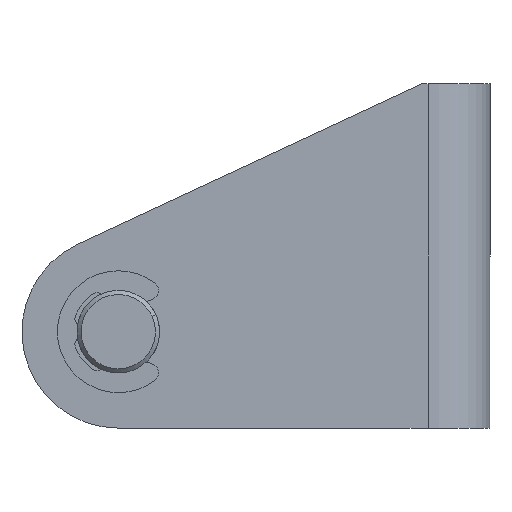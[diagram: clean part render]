
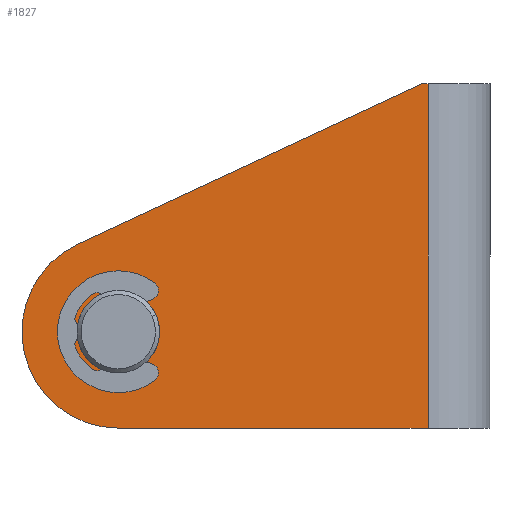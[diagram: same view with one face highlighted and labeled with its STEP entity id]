
A CAD part, left-side view. The second image highlights one B-rep face of the part: STEP entity #1827.
In plain terms, the highlighted planar face has unit normal (-1, 0, 0).
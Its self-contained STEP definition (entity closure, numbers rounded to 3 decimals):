
#11 = CARTESIAN_POINT ( 'NONE',  ( -9.05, 0., 0. ) ) ;
#55 = VERTEX_POINT ( 'NONE', #94 ) ;
#94 = CARTESIAN_POINT ( 'NONE',  ( -9.05, 4.962, 25. ) ) ;
#107 = EDGE_CURVE ( 'NONE', #323, #55, #494, .T. ) ;
#199 = CARTESIAN_POINT ( 'NONE',  ( -9.05, 4.5, 25. ) ) ;
#208 = CARTESIAN_POINT ( 'NONE',  ( -9.05, 27., 7. ) ) ;
#216 = LINE ( 'NONE', #11, #999 ) ;
#262 = VERTEX_POINT ( 'NONE', #567 ) ;
#268 = ORIENTED_EDGE ( 'NONE', *, *, #1027, .T. ) ;
#323 = VERTEX_POINT ( 'NONE', #2458 ) ;
#328 = CARTESIAN_POINT ( 'NONE',  ( -9.05, 0., 0. ) ) ;
#340 = DIRECTION ( 'NONE',  ( 0., 0., -1. ) ) ;
#443 = ORIENTED_EDGE ( 'NONE', *, *, #2362, .F. ) ;
#461 = VECTOR ( 'NONE', #2612, 1000. ) ;
#482 = CARTESIAN_POINT ( 'NONE',  ( -9.05, 27., 0. ) ) ;
#494 = LINE ( 'NONE', #2112, #1932 ) ;
#537 = VERTEX_POINT ( 'NONE', #482 ) ;
#543 = EDGE_CURVE ( 'NONE', #537, #2446, #977, .T. ) ;
#551 = FACE_BOUND ( 'NONE', #2622, .T. ) ;
#567 = CARTESIAN_POINT ( 'NONE',  ( -9.05, 27., 10. ) ) ;
#667 = DIRECTION ( 'NONE',  ( 0., 1., 0. ) ) ;
#725 = CARTESIAN_POINT ( 'NONE',  ( -9.05, 10.462, 22.436 ) ) ;
#732 = CARTESIAN_POINT ( 'NONE',  ( -9.05, 4.5, 0. ) ) ;
#853 = CIRCLE ( 'NONE', #1984, 3. ) ;
#924 = VERTEX_POINT ( 'NONE', #1389 ) ;
#977 = CIRCLE ( 'NONE', #2486, 7. ) ;
#999 = VECTOR ( 'NONE', #667, 1000. ) ;
#1027 = EDGE_CURVE ( 'NONE', #2621, #323, #2450, .T. ) ;
#1059 = CARTESIAN_POINT ( 'NONE',  ( -9.05, 27., 7. ) ) ;
#1081 = CARTESIAN_POINT ( 'NONE',  ( -9.05, 29.958, 13.344 ) ) ;
#1202 = AXIS2_PLACEMENT_3D ( 'NONE', #208, #1674, #1901 ) ;
#1270 = DIRECTION ( 'NONE',  ( -1., 0., 0. ) ) ;
#1299 = CARTESIAN_POINT ( 'NONE',  ( -9.05, 27., 7. ) ) ;
#1328 = DIRECTION ( 'NONE',  ( 0., 1., 0. ) ) ;
#1368 = DIRECTION ( 'NONE',  ( 1., 0., 0. ) ) ;
#1389 = CARTESIAN_POINT ( 'NONE',  ( -9.05, 27., 4. ) ) ;
#1483 = VECTOR ( 'NONE', #2250, 1000. ) ;
#1662 = EDGE_CURVE ( 'NONE', #924, #262, #853, .T. ) ;
#1674 = DIRECTION ( 'NONE',  ( -1., 0., 0. ) ) ;
#1715 = EDGE_CURVE ( 'NONE', #262, #924, #2588, .T. ) ;
#1753 = ORIENTED_EDGE ( 'NONE', *, *, #1662, .F. ) ;
#1768 = ORIENTED_EDGE ( 'NONE', *, *, #543, .F. ) ;
#1775 = ORIENTED_EDGE ( 'NONE', *, *, #107, .T. ) ;
#1786 = LINE ( 'NONE', #725, #461 ) ;
#1827 = ADVANCED_FACE ( 'NONE', ( #551, #2444 ), #1931, .F. ) ;
#1873 = EDGE_LOOP ( 'NONE', ( #443, #268, #1775, #1995, #1768 ) ) ;
#1901 = DIRECTION ( 'NONE',  ( 0., 0., 1. ) ) ;
#1931 = PLANE ( 'NONE',  #2069 ) ;
#1932 = VECTOR ( 'NONE', #1328, 1000. ) ;
#1933 = ORIENTED_EDGE ( 'NONE', *, *, #1715, .F. ) ;
#1984 = AXIS2_PLACEMENT_3D ( 'NONE', #1059, #1270, #2297 ) ;
#1995 = ORIENTED_EDGE ( 'NONE', *, *, #2074, .F. ) ;
#2069 = AXIS2_PLACEMENT_3D ( 'NONE', #328, #1368, #340 ) ;
#2074 = EDGE_CURVE ( 'NONE', #2446, #55, #1786, .T. ) ;
#2112 = CARTESIAN_POINT ( 'NONE',  ( -9.05, 0., 25. ) ) ;
#2130 = DIRECTION ( 'NONE',  ( 0., 0., -1. ) ) ;
#2250 = DIRECTION ( 'NONE',  ( 0., 0., 1. ) ) ;
#2297 = DIRECTION ( 'NONE',  ( 0., 0., 1. ) ) ;
#2302 = DIRECTION ( 'NONE',  ( 1., 0., 0. ) ) ;
#2362 = EDGE_CURVE ( 'NONE', #2621, #537, #216, .T. ) ;
#2444 = FACE_OUTER_BOUND ( 'NONE', #1873, .T. ) ;
#2446 = VERTEX_POINT ( 'NONE', #1081 ) ;
#2450 = LINE ( 'NONE', #199, #1483 ) ;
#2458 = CARTESIAN_POINT ( 'NONE',  ( -9.05, 4.5, 25. ) ) ;
#2486 = AXIS2_PLACEMENT_3D ( 'NONE', #1299, #2302, #2130 ) ;
#2588 = CIRCLE ( 'NONE', #1202, 3. ) ;
#2612 = DIRECTION ( 'NONE',  ( 0., -0.906, 0.423 ) ) ;
#2621 = VERTEX_POINT ( 'NONE', #732 ) ;
#2622 = EDGE_LOOP ( 'NONE', ( #1933, #1753 ) ) ;
